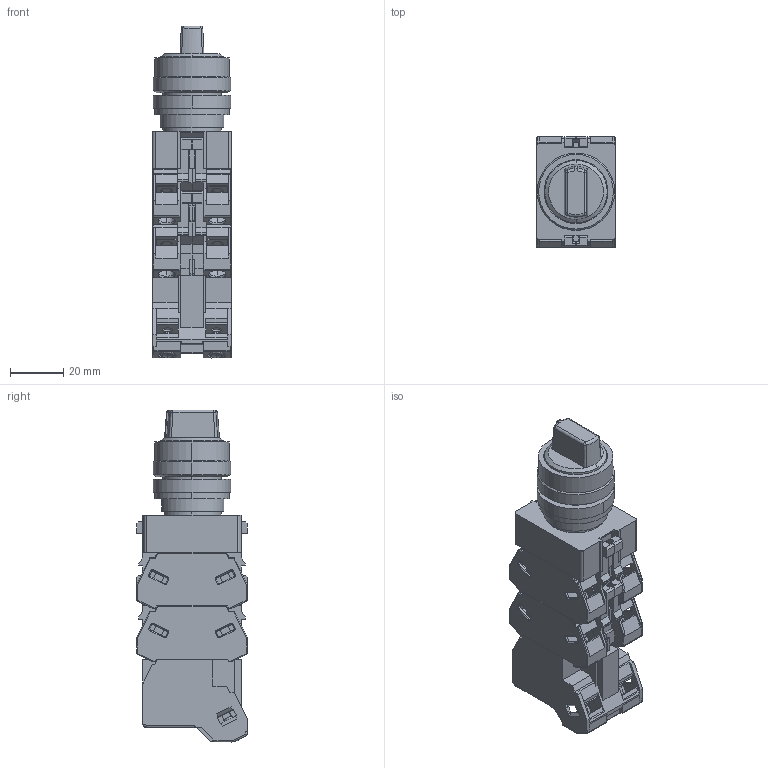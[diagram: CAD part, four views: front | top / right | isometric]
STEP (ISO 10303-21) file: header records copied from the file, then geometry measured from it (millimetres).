
FILE_DESCRIPTION (( 'STEP AP214' ), '1' );
FILE_NAME ('43_ASLW[2][3]$#6xxD$.STEP', '2021-01-15T08:00:57', ( 'IDEC' ), ( 'IDEC' ), 'SwSTEP 2.0', 'SolidWorks 2019', '' );
FILE_SCHEMA (( 'AUTOMOTIVE_DESIGN' ));
Length unit declared in the file: millimetre
Products named in the file (7): TW-RING; HW-T#6; TW-BODY2; TW-ADJUSTMENT-RING; 43_ASLW[2][3]$#6xxD$; TW-SELECTOR-ILLUMINATED-YA-HANDLE-2; HW-Uxx(R)
Assembly tree (9 placements, depth 2):
  43_ASLW[2][3]$#6xxD$
    TW-BODY2
    TW-SELECTOR-ILLUMINATED-YA-HANDLE-2
    TW-RING
    TW-ADJUSTMENT-RING
    HW-Uxx(R)  x4
    HW-T#6
Bounding box: 29.6 x 41.4 x 124.5 mm (x, y, z)
Volume: 93176.7 mm3; surface area: 37876.5 mm2
Topology: 9 solids, 11 shells, 1483 faces, 4086 edges, 2624 vertices
Faces by surface type: plane 918, cylinder 363, bspline 172, cone 26, sphere 4
Entity records: 23242 total; most frequent: CARTESIAN_POINT 5945, ORIENTED_EDGE 3724, DIRECTION 3327, EDGE_CURVE 1862, LINE 1369, VECTOR 1369, VERTEX_POINT 1208, AXIS2_PLACEMENT_3D 979
